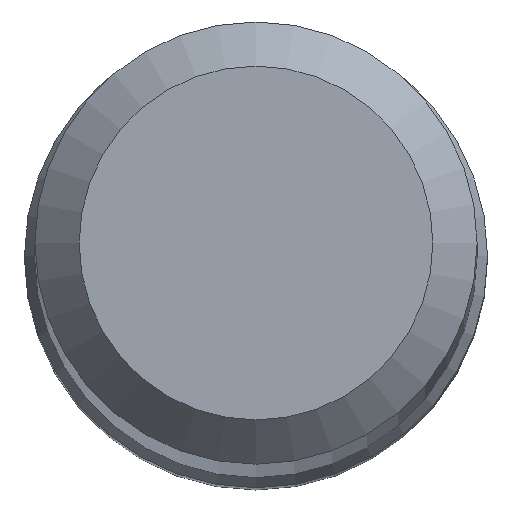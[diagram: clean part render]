
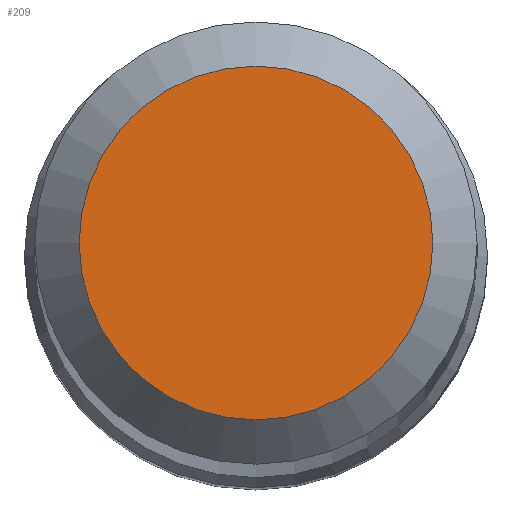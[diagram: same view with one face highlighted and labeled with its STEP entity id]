
A CAD part, top view. The second image highlights one B-rep face of the part: STEP entity #209.
In plain terms, the highlighted planar face has unit normal (0, 0, 1).
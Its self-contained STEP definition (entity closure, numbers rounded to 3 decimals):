
#16 = DIRECTION ( 'NONE',  ( 0., 1., 0. ) ) ;
#18 = PLANE ( 'NONE',  #147 ) ;
#51 = ORIENTED_EDGE ( 'NONE', *, *, #119, .F. ) ;
#62 = DIRECTION ( 'NONE',  ( 0., 0., -1. ) ) ;
#81 = DIRECTION ( 'NONE',  ( 0., 1., 0. ) ) ;
#87 = CARTESIAN_POINT ( 'NONE',  ( 0., 0., 80. ) ) ;
#105 = CARTESIAN_POINT ( 'NONE',  ( 0., 1.6, 80. ) ) ;
#116 = EDGE_LOOP ( 'NONE', ( #51 ) ) ;
#119 = EDGE_CURVE ( 'NONE', #181, #181, #187, .T. ) ;
#126 = FACE_OUTER_BOUND ( 'NONE', #116, .T. ) ;
#147 = AXIS2_PLACEMENT_3D ( 'NONE', #87, #197, #16 ) ;
#175 = AXIS2_PLACEMENT_3D ( 'NONE', #243, #62, #81 ) ;
#181 = VERTEX_POINT ( 'NONE', #105 ) ;
#187 = CIRCLE ( 'NONE', #175, 1.6 ) ;
#197 = DIRECTION ( 'NONE',  ( 0., 0., -1. ) ) ;
#209 = ADVANCED_FACE ( 'NONE', ( #126 ), #18, .F. ) ;
#243 = CARTESIAN_POINT ( 'NONE',  ( 0., 0., 80. ) ) ;
